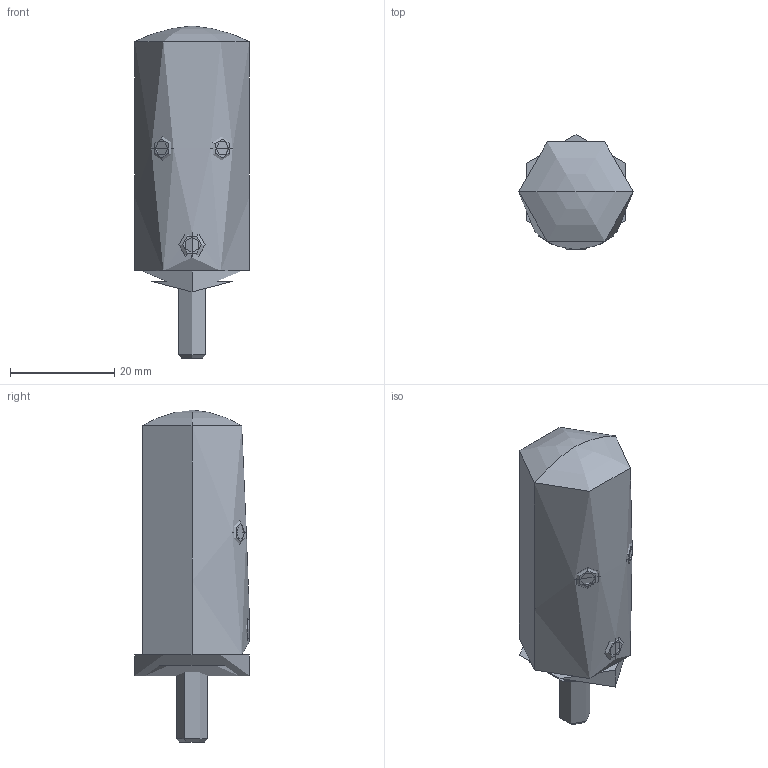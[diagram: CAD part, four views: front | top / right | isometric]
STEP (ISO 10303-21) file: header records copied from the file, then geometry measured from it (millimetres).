
FILE_DESCRIPTION (( 'STEP AP203' ), '1' );
FILE_NAME ('50400-240A-V4A-AE.step', '2020-10-13T11:52:26', ( '' ), ( '' ), 'SwSTEP 2.0', 'SolidWorks 2018', '' );
FILE_SCHEMA (( 'CONFIG_CONTROL_DESIGN' ));
Length unit declared in the file: millimetre
Products named in the file (12): DIN914 M5x6_DIN 914 M5 x 6; 50400-240A-V4A-AE; 50400-240A-V4A-AE Teil2; DIN7991 M6x25; 50400-240A-V4A-AE Teil1_50400-240A-V4A-AE Teil1; 50400-240A-V4A-AE Teil2_50400-240A-V4A-XX Teil2; DIN914 M5x6; DIN7991 M6x25_DIN7991 M6x25; 50400-240A-V4A-AE Teil1
Assembly tree (10 placements, depth 2):
  50400-240A-V4A-AE
    DIN914 M5x6
    DIN914 M5x6
    DIN914 M5x6
    DIN7991 M6x25
  50400-240A-V4A-AE
    50400-240A-V4A-AE Teil2_50400-240A-V4A-XX Teil2
    50400-240A-V4A-AE Teil1_50400-240A-V4A-AE Teil1
    DIN914 M5x6_DIN 914 M5 x 6  x3
    DIN7991 M6x25_DIN7991 M6x25
  50400-240A-V4A-AE Teil2
  50400-240A-V4A-AE Teil1
Bounding box: 22 x 22 x 63.7 mm (x, y, z)
Volume: 11975.9 mm3; surface area: 8372.5 mm2
Topology: 6 solids, 6 shells, 429 faces, 1102 edges, 709 vertices
Faces by surface type: plane 211, bspline 104, cylinder 80, cone 26, torus 6, sphere 2
Entity records: 23047 total; most frequent: CARTESIAN_POINT 12877, ORIENTED_EDGE 2056, DIRECTION 1525, EDGE_CURVE 1028, VERTEX_POINT 663, LINE 531, VECTOR 531, AXIS2_PLACEMENT_3D 497
